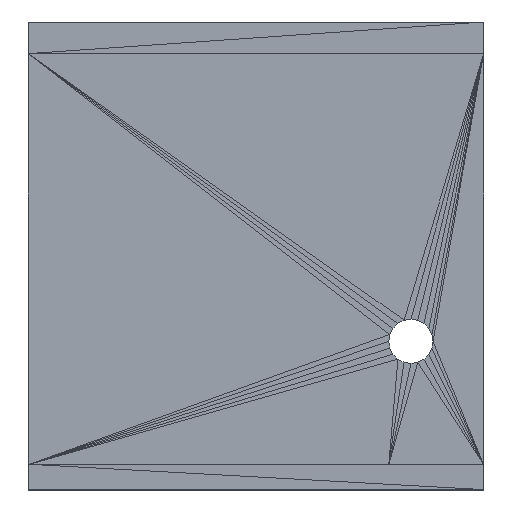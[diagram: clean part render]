
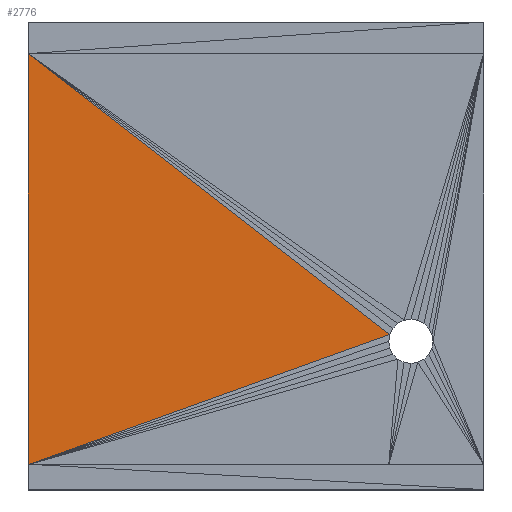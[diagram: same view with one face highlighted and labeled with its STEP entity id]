
A CAD part, top view. The second image highlights one B-rep face of the part: STEP entity #2776.
In plain terms, the highlighted planar face has unit normal (0, 0, 1).
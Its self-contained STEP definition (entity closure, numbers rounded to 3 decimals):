
#164=FACE_OUTER_BOUND('',#402,.T.);
#402=EDGE_LOOP('',(#2122,#2123,#2124));
#754=LINE('',#4472,#1111);
#756=LINE('',#4476,#1113);
#757=LINE('',#4477,#1114);
#1111=VECTOR('',#3678,10.);
#1113=VECTOR('',#3684,10.);
#1114=VECTOR('',#3685,10.);
#1205=VERTEX_POINT('',#3954);
#1228=VERTEX_POINT('',#4031);
#1312=VERTEX_POINT('',#4470);
#1581=EDGE_CURVE('',#1312,#1228,#754,.T.);
#1583=EDGE_CURVE('',#1205,#1312,#756,.T.);
#1584=EDGE_CURVE('',#1205,#1228,#757,.T.);
#2122=ORIENTED_EDGE('',*,*,#1583,.F.);
#2123=ORIENTED_EDGE('',*,*,#1584,.T.);
#2124=ORIENTED_EDGE('',*,*,#1581,.F.);
#2538=PLANE('',#3028);
#2776=ADVANCED_FACE('',(#164),#2538,.T.);
#3028=AXIS2_PLACEMENT_3D('',#4475,#3682,#3683);
#3678=DIRECTION('',(0.79,-0.614,0.));
#3682=DIRECTION('center_axis',(0.,0.,1.));
#3683=DIRECTION('ref_axis',(1.,0.,0.));
#3684=DIRECTION('',(0.,1.,0.));
#3685=DIRECTION('',(0.941,0.339,0.));
#3954=CARTESIAN_POINT('',(-5.,10.,4.));
#4031=CARTESIAN_POINT('',(23.583,20.292,4.));
#4470=CARTESIAN_POINT('',(-5.,42.5,4.));
#4472=CARTESIAN_POINT('',(-5.,42.5,4.));
#4475=CARTESIAN_POINT('Origin',(23.583,20.292,4.));
#4476=CARTESIAN_POINT('',(-5.,10.,4.));
#4477=CARTESIAN_POINT('',(-5.,10.,4.));
